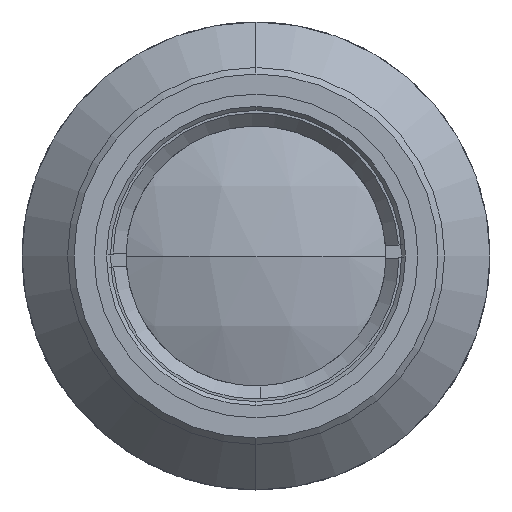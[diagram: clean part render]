
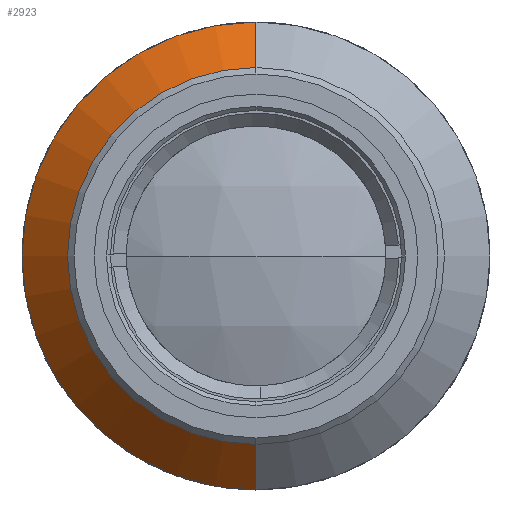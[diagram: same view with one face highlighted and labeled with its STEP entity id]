
A CAD part, left-side view. The second image highlights one B-rep face of the part: STEP entity #2923.
In plain terms, the highlighted conical face has half-angle 45 degrees and reference radius 18 mm.
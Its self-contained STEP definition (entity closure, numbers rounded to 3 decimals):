
#511 = DIRECTION ( 'NONE',  ( 0., 0., 1. ) ) ;
#586 = DIRECTION ( 'NONE',  ( -1., 0., 0. ) ) ;
#715 = DIRECTION ( 'NONE',  ( 0.707, 0., -0.707 ) ) ;
#798 = CARTESIAN_POINT ( 'NONE',  ( 13.5, 0., 18. ) ) ;
#971 = AXIS2_PLACEMENT_3D ( 'NONE', #3086, #2362, #3868 ) ;
#1035 = VECTOR ( 'NONE', #2378, 1000. ) ;
#1246 = EDGE_CURVE ( 'NONE', #3906, #3504, #4823, .T. ) ;
#1256 = CARTESIAN_POINT ( 'NONE',  ( 13.5, 0., -18. ) ) ;
#1599 = CIRCLE ( 'NONE', #2697, 14.5 ) ;
#1729 = EDGE_CURVE ( 'NONE', #2559, #3504, #3884, .T. ) ;
#1909 = EDGE_CURVE ( 'NONE', #2061, #3906, #1599, .T. ) ;
#2023 = CONICAL_SURFACE ( 'NONE', #4064, 18., 0.785 ) ;
#2050 = VECTOR ( 'NONE', #715, 1000. ) ;
#2061 = VERTEX_POINT ( 'NONE', #3053 ) ;
#2174 = CARTESIAN_POINT ( 'NONE',  ( 13.5, 0., 0. ) ) ;
#2176 = EDGE_CURVE ( 'NONE', #2061, #2559, #2731, .T. ) ;
#2256 = ORIENTED_EDGE ( 'NONE', *, *, #1729, .T. ) ;
#2362 = DIRECTION ( 'NONE',  ( -1., 0., 0. ) ) ;
#2378 = DIRECTION ( 'NONE',  ( 0.707, 0., 0.707 ) ) ;
#2559 = VERTEX_POINT ( 'NONE', #3682 ) ;
#2697 = AXIS2_PLACEMENT_3D ( 'NONE', #3532, #586, #511 ) ;
#2731 = LINE ( 'NONE', #798, #1035 ) ;
#2923 = ADVANCED_FACE ( 'NONE', ( #4049 ), #2023, .T. ) ;
#3053 = CARTESIAN_POINT ( 'NONE',  ( 10., 0., 14.5 ) ) ;
#3086 = CARTESIAN_POINT ( 'NONE',  ( 13.5, 0., 0. ) ) ;
#3236 = EDGE_LOOP ( 'NONE', ( #3376, #4602, #2256, #3380 ) ) ;
#3341 = DIRECTION ( 'NONE',  ( 1., 0., 0. ) ) ;
#3376 = ORIENTED_EDGE ( 'NONE', *, *, #1909, .F. ) ;
#3380 = ORIENTED_EDGE ( 'NONE', *, *, #1246, .F. ) ;
#3504 = VERTEX_POINT ( 'NONE', #1256 ) ;
#3532 = CARTESIAN_POINT ( 'NONE',  ( 10., 0., 0. ) ) ;
#3675 = DIRECTION ( 'NONE',  ( 0., 0., -1. ) ) ;
#3682 = CARTESIAN_POINT ( 'NONE',  ( 13.5, 0., 18. ) ) ;
#3868 = DIRECTION ( 'NONE',  ( 0., 0., 1. ) ) ;
#3884 = CIRCLE ( 'NONE', #971, 18. ) ;
#3906 = VERTEX_POINT ( 'NONE', #3937 ) ;
#3937 = CARTESIAN_POINT ( 'NONE',  ( 10., 0., -14.5 ) ) ;
#4049 = FACE_OUTER_BOUND ( 'NONE', #3236, .T. ) ;
#4064 = AXIS2_PLACEMENT_3D ( 'NONE', #2174, #3341, #3675 ) ;
#4098 = CARTESIAN_POINT ( 'NONE',  ( 13.5, 0., -18. ) ) ;
#4602 = ORIENTED_EDGE ( 'NONE', *, *, #2176, .T. ) ;
#4823 = LINE ( 'NONE', #4098, #2050 ) ;
